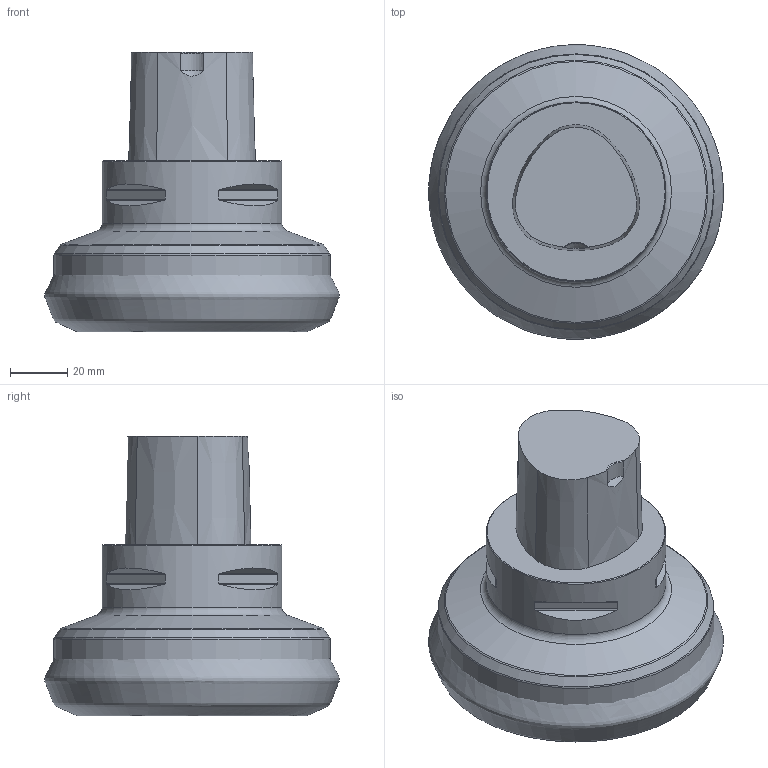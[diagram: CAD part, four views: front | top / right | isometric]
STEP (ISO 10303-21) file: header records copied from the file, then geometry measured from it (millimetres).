
FILE_DESCRIPTION(/* description */ (''),/* implementation_level */ '2;1');
FILE_NAME(/* name */ 'toolassembly_1.stp',/* time_stamp */ '2018-08-02T14:32:34+02:00',/* author */ (''),/* organization */ ('SMS'),/* preprocessor_version */ 'ST-DEVELOPER v15',/* originating_system */ 'SIEMENS PLM Software NX 8.5',/* authorisation */ '');
FILE_SCHEMA (('AUTOMOTIVE_DESIGN { 1 0 10303 214 3 1 1 1 }'));
Length unit declared in the file: millimetre
Products named in the file (4): ASSEMBLY_CONSTRUCTION; CUT_20180802143136; NOCUT_20180802143136; TOOLASSEMBLY_1
Assembly tree (3 placements, depth 2):
  TOOLASSEMBLY_1
    NOCUT_20180802143136
    CUT_20180802143136
    ASSEMBLY_CONSTRUCTION
Bounding box: 103.23 x 103.19 x 97.97 mm (x, y, z)
Volume: 396467.2 mm3; surface area: 48119.7 mm2
Topology: 2 solids, 2 shells, 50 faces, 117 edges, 89 vertices
Faces by surface type: plane 16, cone 13, cylinder 11, torus 7, revolution 2, bspline 1
Full cylindrical faces by diameter (mm): 63 x1, 96.75 x1
Entity records: 18721 total; most frequent: CARTESIAN_POINT 17427, DIRECTION 246, ORIENTED_EDGE 186, AXIS2_PLACEMENT_3D 107, EDGE_CURVE 93, EDGE_LOOP 71, VERTEX_POINT 69, ADVANCED_FACE 50
